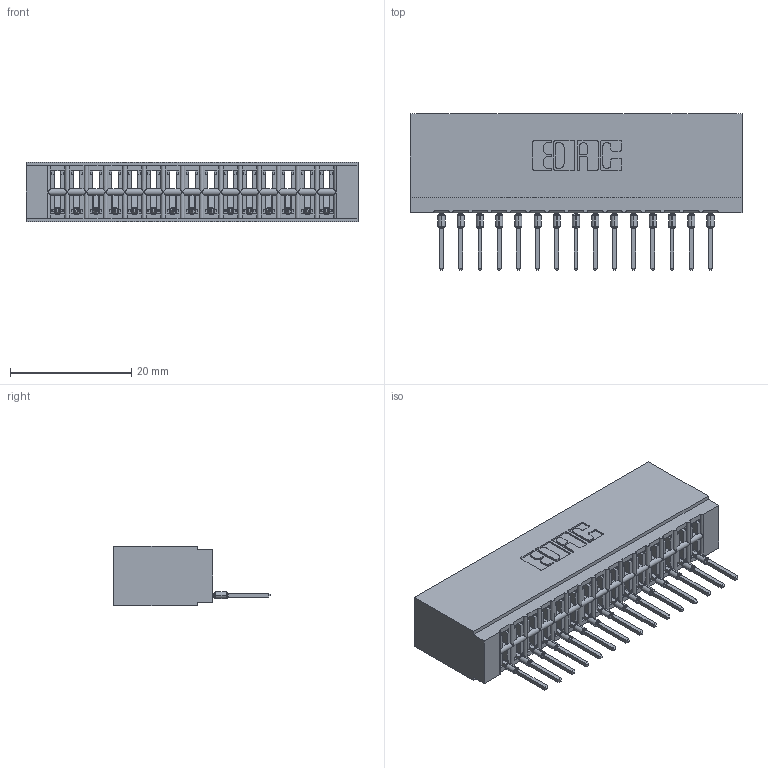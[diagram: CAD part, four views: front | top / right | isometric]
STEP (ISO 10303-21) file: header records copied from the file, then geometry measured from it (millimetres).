
FILE_DESCRIPTION (( 'STEP AP203' ), '1' );
FILE_NAME ('746-015-527-501.STEP', '2020-09-15T21:46:41', ( '' ), ( '' ), 'SwSTEP 2.0', 'SolidWorks 2020', '' );
FILE_SCHEMA (( 'CONFIG_CONTROL_DESIGN' ));
Length unit declared in the file: inch
Products named in the file (3): 746 Part_.340 Slot Depth - 01; 746-292-001_527; 746-015-527-501
Assembly tree (16 placements, depth 2):
  746-015-527-501
    746 Part_.340 Slot Depth - 01
    746-292-001_527  x15
Bounding box: 54.86 x 25.9 x 9.91 mm (x, y, z)
Volume: 6338.9 mm3; surface area: 8221.5 mm2
Topology: 16 solids, 16 shells, 1717 faces, 4868 edges, 3130 vertices
Faces by surface type: plane 1000, cylinder 327, bspline 300, torus 90
Entity records: 26481 total; most frequent: CARTESIAN_POINT 5580, ORIENTED_EDGE 4556, DIRECTION 3820, EDGE_CURVE 2278, LINE 1944, VECTOR 1944, VERTEX_POINT 1506, AXIS2_PLACEMENT_3D 938
